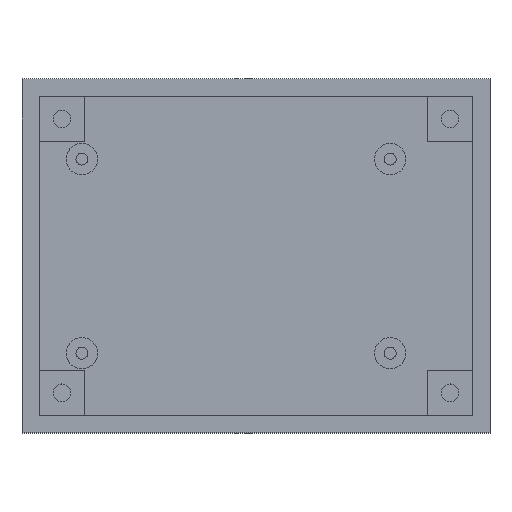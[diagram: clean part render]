
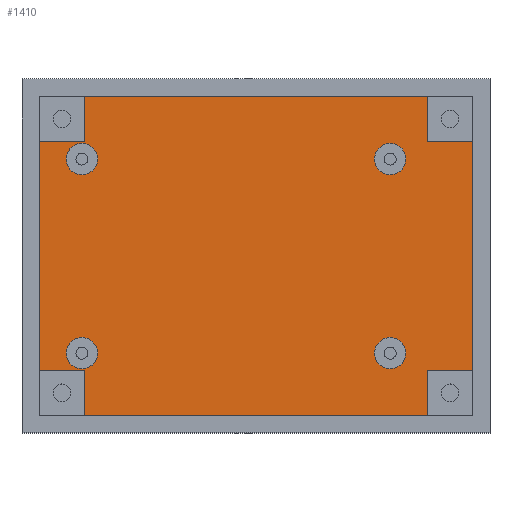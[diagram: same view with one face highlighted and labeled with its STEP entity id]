
A CAD part, top view. The second image highlights one B-rep face of the part: STEP entity #1410.
In plain terms, the highlighted planar face has unit normal (0, 0, 1).
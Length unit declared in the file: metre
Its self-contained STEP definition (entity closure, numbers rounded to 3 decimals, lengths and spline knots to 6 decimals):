
#104=LINE('',#2079,#245);
#115=LINE('',#2108,#256);
#116=LINE('',#2110,#257);
#117=LINE('',#2112,#258);
#245=VECTOR('',#1650,1.);
#256=VECTOR('',#1671,1.);
#257=VECTOR('',#1672,1.);
#258=VECTOR('',#1673,1.);
#414=ORIENTED_EDGE('',*,*,#807,.F.);
#415=ORIENTED_EDGE('',*,*,#808,.F.);
#416=ORIENTED_EDGE('',*,*,#809,.F.);
#417=ORIENTED_EDGE('',*,*,#810,.F.);
#418=ORIENTED_EDGE('',*,*,#811,.T.);
#419=ORIENTED_EDGE('',*,*,#812,.F.);
#420=ORIENTED_EDGE('',*,*,#813,.F.);
#421=ORIENTED_EDGE('',*,*,#796,.T.);
#796=EDGE_CURVE('',#994,#993,#104,.T.);
#807=EDGE_CURVE('',#1003,#1003,#1084,.T.);
#808=EDGE_CURVE('',#1004,#1004,#1085,.T.);
#809=EDGE_CURVE('',#1005,#1005,#1086,.T.);
#810=EDGE_CURVE('',#1006,#1006,#1087,.T.);
#811=EDGE_CURVE('',#993,#1007,#115,.T.);
#812=EDGE_CURVE('',#1008,#1007,#116,.T.);
#813=EDGE_CURVE('',#994,#1008,#117,.T.);
#993=VERTEX_POINT('',#2078);
#994=VERTEX_POINT('',#2080);
#1003=VERTEX_POINT('',#2101);
#1004=VERTEX_POINT('',#2103);
#1005=VERTEX_POINT('',#2105);
#1006=VERTEX_POINT('',#2107);
#1007=VERTEX_POINT('',#2109);
#1008=VERTEX_POINT('',#2111);
#1084=CIRCLE('',#1512,0.00275);
#1085=CIRCLE('',#1513,0.00275);
#1086=CIRCLE('',#1514,0.00275);
#1087=CIRCLE('',#1515,0.00275);
#1118=EDGE_LOOP('',(#414));
#1119=EDGE_LOOP('',(#415));
#1120=EDGE_LOOP('',(#416));
#1121=EDGE_LOOP('',(#417));
#1122=EDGE_LOOP('',(#418,#419,#420,#421));
#1237=FACE_BOUND('',#1118,.T.);
#1238=FACE_BOUND('',#1119,.T.);
#1239=FACE_BOUND('',#1120,.T.);
#1240=FACE_BOUND('',#1121,.T.);
#1241=FACE_BOUND('',#1122,.T.);
#1351=PLANE('',#1511);
#1410=ADVANCED_FACE('',(#1237,#1238,#1239,#1240,#1241),#1351,.T.);
#1511=AXIS2_PLACEMENT_3D('',#2099,#1661,#1662);
#1512=AXIS2_PLACEMENT_3D('',#2100,#1663,#1664);
#1513=AXIS2_PLACEMENT_3D('',#2102,#1665,#1666);
#1514=AXIS2_PLACEMENT_3D('',#2104,#1667,#1668);
#1515=AXIS2_PLACEMENT_3D('',#2106,#1669,#1670);
#1650=DIRECTION('',(0.,-1.,0.));
#1661=DIRECTION('',(0.,0.,1.));
#1662=DIRECTION('',(1.,0.,0.));
#1663=DIRECTION('',(0.,0.,1.));
#1664=DIRECTION('',(1.,0.,0.));
#1665=DIRECTION('',(0.,0.,1.));
#1666=DIRECTION('',(1.,0.,0.));
#1667=DIRECTION('',(0.,0.,1.));
#1668=DIRECTION('',(1.,0.,0.));
#1669=DIRECTION('',(0.,0.,1.));
#1670=DIRECTION('',(1.,0.,0.));
#1671=DIRECTION('',(1.,0.,0.));
#1672=DIRECTION('',(0.,-1.,0.));
#1673=DIRECTION('',(1.,0.,0.));
#2078=CARTESIAN_POINT('',(-0.038,-0.028,0.004));
#2079=CARTESIAN_POINT('',(-0.038,-0.026,0.004));
#2080=CARTESIAN_POINT('',(-0.038,0.028,0.004));
#2099=CARTESIAN_POINT('',(0.,0.,0.004));
#2100=CARTESIAN_POINT('',(0.0235,-0.017,0.004));
#2101=CARTESIAN_POINT('',(0.02625,-0.017,0.004));
#2102=CARTESIAN_POINT('',(0.0235,0.017,0.004));
#2103=CARTESIAN_POINT('',(0.02625,0.017,0.004));
#2104=CARTESIAN_POINT('',(-0.0305,-0.017,0.004));
#2105=CARTESIAN_POINT('',(-0.02775,-0.017,0.004));
#2106=CARTESIAN_POINT('',(-0.0305,0.017,0.004));
#2107=CARTESIAN_POINT('',(-0.02775,0.017,0.004));
#2108=CARTESIAN_POINT('',(-0.032,-0.028,0.004));
#2109=CARTESIAN_POINT('',(0.038,-0.028,0.004));
#2110=CARTESIAN_POINT('',(0.038,0.026,0.004));
#2111=CARTESIAN_POINT('',(0.038,0.028,0.004));
#2112=CARTESIAN_POINT('',(-0.036,0.028,0.004));
